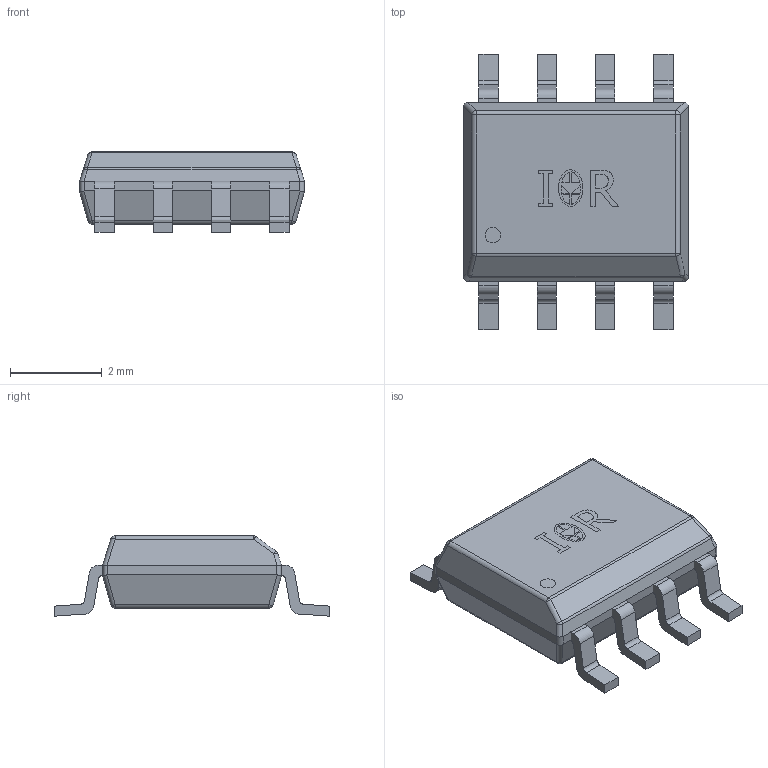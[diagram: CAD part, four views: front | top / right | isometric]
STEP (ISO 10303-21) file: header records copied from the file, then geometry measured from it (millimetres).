
FILE_DESCRIPTION(/* description */ (''),/* implementation_level */ '2;1');
FILE_NAME(/* name */ '1.stp',/* time_stamp */ '2019-11-09T18:24:53+02:00',/* author */ ('k'),/* organization */ (''),/* preprocessor_version */ 'ST-DEVELOPER v15.6',/* originating_system */ 'Autodesk Inventor 2015',/* authorisation */ '');
FILE_SCHEMA (('AUTOMOTIVE_DESIGN { 1 0 10303 214 3 1 1 }'));
Length unit declared in the file: millimetre
Products named in the file (4): 1; 2; IRF logo
Bounding box: 4.9 x 6 x 1.75 mm (x, y, z)
Volume: 28.8 mm3; surface area: 79.3 mm2
Topology: 13 solids, 13 shells, 220 faces, 554 edges, 360 vertices
Faces by surface type: plane 140, cylinder 56, bspline 14, sphere 10
Full cylindrical faces by diameter (mm): 0.34 x1
Entity records: 6723 total; most frequent: CARTESIAN_POINT 1279, ORIENTED_EDGE 1106, DIRECTION 1100, EDGE_CURVE 553, LINE 402, VECTOR 402, VERTEX_POINT 360, AXIS2_PLACEMENT_3D 349
